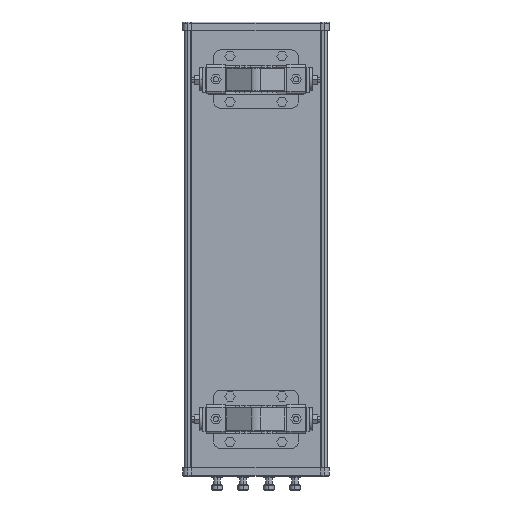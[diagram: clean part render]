
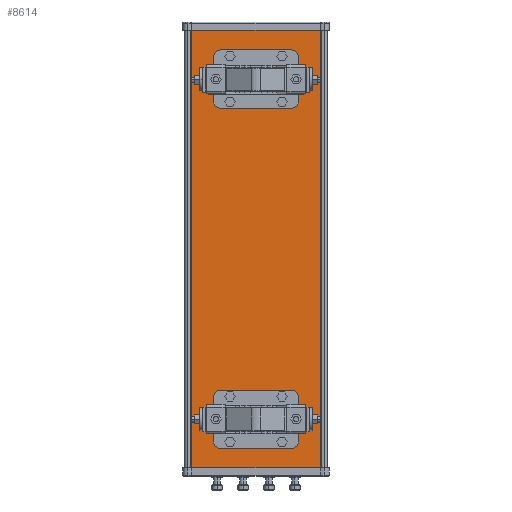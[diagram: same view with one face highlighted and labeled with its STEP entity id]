
A CAD part, front view. The second image highlights one B-rep face of the part: STEP entity #8614.
In plain terms, the highlighted planar face has unit normal (0, -1, 0).
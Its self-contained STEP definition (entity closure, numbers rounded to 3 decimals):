
#79 = VECTOR ( 'NONE', #13481, 1000. ) ;
#470 = DIRECTION ( 'NONE',  ( 1., 0., 0. ) ) ;
#507 = ORIENTED_EDGE ( 'NONE', *, *, #6614, .T. ) ;
#515 = VERTEX_POINT ( 'NONE', #5423 ) ;
#1467 = EDGE_CURVE ( 'NONE', #28679, #10656, #13726, .T. ) ;
#2673 = CARTESIAN_POINT ( 'NONE',  ( -99.073, -34.5, 337. ) ) ;
#4222 = CARTESIAN_POINT ( 'NONE',  ( 99.073, -34.5, -337. ) ) ;
#4761 = DIRECTION ( 'NONE',  ( 0., 0., -1. ) ) ;
#5423 = CARTESIAN_POINT ( 'NONE',  ( -99.073, -34.5, -337. ) ) ;
#6014 = EDGE_LOOP ( 'NONE', ( #24198, #507, #10576, #12916 ) ) ;
#6254 = VERTEX_POINT ( 'NONE', #9261 ) ;
#6614 = EDGE_CURVE ( 'NONE', #28679, #6254, #22730, .T. ) ;
#7780 = DIRECTION ( 'NONE',  ( 0., 0., -1. ) ) ;
#8046 = DIRECTION ( 'NONE',  ( 0., 1., 0. ) ) ;
#8614 = ADVANCED_FACE ( 'NONE', ( #26886 ), #28448, .F. ) ;
#8640 = DIRECTION ( 'NONE',  ( 1., 0., 0. ) ) ;
#9261 = CARTESIAN_POINT ( 'NONE',  ( -99.073, -34.5, 337. ) ) ;
#10576 = ORIENTED_EDGE ( 'NONE', *, *, #22310, .T. ) ;
#10656 = VERTEX_POINT ( 'NONE', #4222 ) ;
#12916 = ORIENTED_EDGE ( 'NONE', *, *, #16643, .T. ) ;
#13481 = DIRECTION ( 'NONE',  ( -1., 0., 0. ) ) ;
#13726 = LINE ( 'NONE', #20461, #15343 ) ;
#15343 = VECTOR ( 'NONE', #7780, 1000. ) ;
#15388 = CARTESIAN_POINT ( 'NONE',  ( -99.073, -34.5, 350. ) ) ;
#16291 = CARTESIAN_POINT ( 'NONE',  ( 99.073, -34.5, 337. ) ) ;
#16643 = EDGE_CURVE ( 'NONE', #515, #10656, #25932, .T. ) ;
#20166 = AXIS2_PLACEMENT_3D ( 'NONE', #15388, #8046, #470 ) ;
#20461 = CARTESIAN_POINT ( 'NONE',  ( 99.073, -34.5, 350. ) ) ;
#22310 = EDGE_CURVE ( 'NONE', #6254, #515, #28052, .T. ) ;
#22730 = LINE ( 'NONE', #2673, #79 ) ;
#22962 = VECTOR ( 'NONE', #4761, 1000. ) ;
#24198 = ORIENTED_EDGE ( 'NONE', *, *, #1467, .F. ) ;
#24357 = CARTESIAN_POINT ( 'NONE',  ( -99.073, -34.5, -337. ) ) ;
#25932 = LINE ( 'NONE', #24357, #28287 ) ;
#26886 = FACE_OUTER_BOUND ( 'NONE', #6014, .T. ) ;
#28052 = LINE ( 'NONE', #30228, #22962 ) ;
#28287 = VECTOR ( 'NONE', #8640, 1000. ) ;
#28448 = PLANE ( 'NONE',  #20166 ) ;
#28679 = VERTEX_POINT ( 'NONE', #16291 ) ;
#30228 = CARTESIAN_POINT ( 'NONE',  ( -99.073, -34.5, 350. ) ) ;
